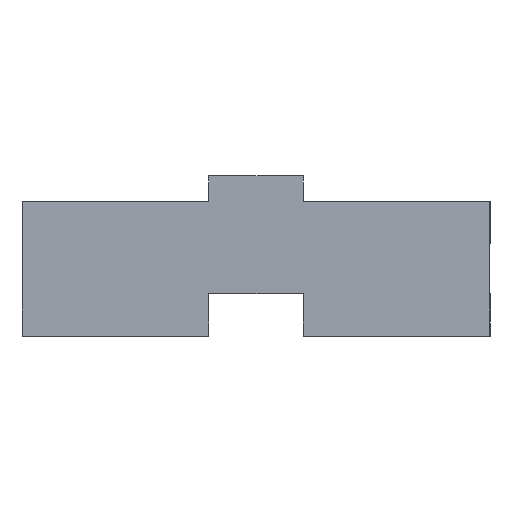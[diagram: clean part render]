
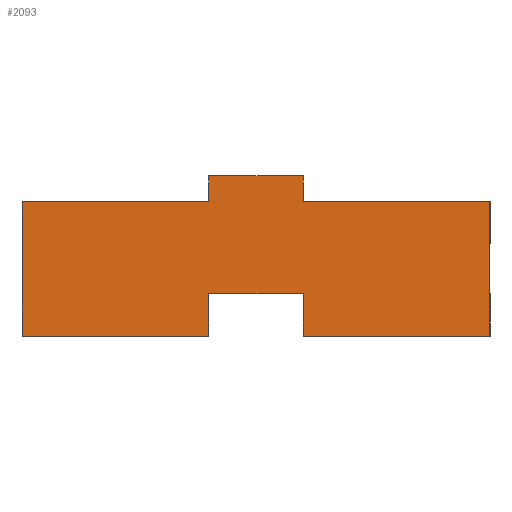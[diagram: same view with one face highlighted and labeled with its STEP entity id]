
A CAD part, front view. The second image highlights one B-rep face of the part: STEP entity #2093.
In plain terms, the highlighted planar face has unit normal (0, -1, 0).
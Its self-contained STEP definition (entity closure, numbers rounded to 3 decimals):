
#867=VERTEX_POINT('',#2562);
#887=EDGE_CURVE('',#999,#2465,#2582,.T.);
#907=EDGE_CURVE('',#1107,#999,#2607,.T.);
#939=EDGE_CURVE('',#1565,#867,#2645,.T.);
#999=VERTEX_POINT('',#2712);
#1029=EDGE_CURVE('',#2465,#1807,#2743,.T.);
#1107=VERTEX_POINT('',#2827);
#1141=EDGE_CURVE('',#1785,#2521,#2866,.T.);
#1395=EDGE_CURVE('',#867,#1795,#3166,.T.);
#1405=EDGE_CURVE('',#2521,#1565,#3177,.T.);
#1447=VERTEX_POINT('',#3222);
#1497=EDGE_CURVE('',#1695,#2379,#3276,.T.);
#1511=EDGE_CURVE('',#2379,#1107,#3291,.T.);
#1519=EDGE_CURVE('',#1447,#1785,#3300,.T.);
#1565=VERTEX_POINT('',#3350);
#1695=VERTEX_POINT('',#3494);
#1785=VERTEX_POINT('',#3591);
#1795=VERTEX_POINT('',#3601);
#1807=VERTEX_POINT('',#3615);
#2093=ADVANCED_FACE('',(#3942),#3943,.T.);
#2273=EDGE_CURVE('',#1807,#1447,#4144,.T.);
#2349=EDGE_CURVE('',#1795,#1695,#4228,.T.);
#2379=VERTEX_POINT('',#4262);
#2465=VERTEX_POINT('',#4354);
#2521=VERTEX_POINT('',#4415);
#2562=CARTESIAN_POINT('',(-34.75,-34.75,0.0));
#2582=LINE('',#4473,#4474);
#2607=LINE('',#4504,#4505);
#2645=LINE('',#4552,#4553);
#2712=CARTESIAN_POINT('',(7.,-34.75,20.0));
#2743=LINE('',#4681,#4682);
#2827=CARTESIAN_POINT('',(7.,-34.75,23.8));
#2866=LINE('',#4852,#4853);
#3166=LINE('',#5239,#5240);
#3177=LINE('',#5254,#5255);
#3222=CARTESIAN_POINT('',(7.,-34.75,0.0));
#3276=LINE('',#5389,#5390);
#3291=LINE('',#5413,#5414);
#3300=LINE('',#5424,#5425);
#3350=CARTESIAN_POINT('',(-7.,-34.75,0.0));
#3494=CARTESIAN_POINT('',(-7.,-34.75,20.0));
#3591=CARTESIAN_POINT('',(7.,-34.75,6.3));
#3601=CARTESIAN_POINT('',(-34.75,-34.75,20.0));
#3615=CARTESIAN_POINT('',(34.75,-34.75,0.0));
#3942=FACE_OUTER_BOUND('',#6260,.T.);
#3943=PLANE('',#6261);
#4144=LINE('',#6530,#6531);
#4228=LINE('',#6642,#6643);
#4262=CARTESIAN_POINT('',(-7.,-34.75,23.8));
#4354=CARTESIAN_POINT('',(34.75,-34.75,20.0));
#4415=CARTESIAN_POINT('',(-7.,-34.75,6.3));
#4473=CARTESIAN_POINT('',(34.75,-34.75,20.0));
#4474=VECTOR('',#6937,1.0);
#4504=CARTESIAN_POINT('',(7.,-34.75,20.0));
#4505=VECTOR('',#6990,1.0);
#4552=CARTESIAN_POINT('',(-34.75,-34.75,0.0));
#4553=VECTOR('',#7053,1.0);
#4681=CARTESIAN_POINT('',(34.75,-34.75,0.0));
#4682=VECTOR('',#7170,1.0);
#4852=CARTESIAN_POINT('',(-7.,-34.75,6.3));
#4853=VECTOR('',#7322,1.0);
#5239=CARTESIAN_POINT('',(-34.75,-34.75,20.0));
#5240=VECTOR('',#7799,1.0);
#5254=CARTESIAN_POINT('',(-7.,-34.75,0.0));
#5255=VECTOR('',#7814,1.0);
#5389=CARTESIAN_POINT('',(-7.,-34.75,23.8));
#5390=VECTOR('',#7908,1.0);
#5413=CARTESIAN_POINT('',(7.,-34.75,23.8));
#5414=VECTOR('',#7928,1.0);
#5424=CARTESIAN_POINT('',(7.,-34.75,6.3));
#5425=VECTOR('',#7937,1.0);
#6260=EDGE_LOOP('',(#8793,#8794,#8795,#8796,#8797,#8798,#8799,#8800,#8801,#8802,#8803,#8804));
#6261=AXIS2_PLACEMENT_3D('',#8805,#8806,#8807);
#6530=CARTESIAN_POINT('',(7.,-34.75,0.0));
#6531=VECTOR('',#9077,1.0);
#6642=CARTESIAN_POINT('',(-7.,-34.75,20.0));
#6643=VECTOR('',#9185,1.0);
#6937=DIRECTION('',(1.0,0.0,0.0));
#6990=DIRECTION('',(0.0,0.,-1.0));
#7053=DIRECTION('',(-1.0,0.0,0.0));
#7170=DIRECTION('',(0.0,0.,-1.0));
#7322=DIRECTION('',(-1.0,0.0,0.0));
#7799=DIRECTION('',(0.0,0.,1.0));
#7814=DIRECTION('',(0.0,0.,-1.0));
#7908=DIRECTION('',(0.0,0.,1.0));
#7928=DIRECTION('',(1.0,0.0,0.0));
#7937=DIRECTION('',(0.0,0.,1.0));
#8793=ORIENTED_EDGE('',*,*,#2273,.F.);
#8794=ORIENTED_EDGE('',*,*,#1029,.F.);
#8795=ORIENTED_EDGE('',*,*,#887,.F.);
#8796=ORIENTED_EDGE('',*,*,#907,.F.);
#8797=ORIENTED_EDGE('',*,*,#1511,.F.);
#8798=ORIENTED_EDGE('',*,*,#1497,.F.);
#8799=ORIENTED_EDGE('',*,*,#2349,.F.);
#8800=ORIENTED_EDGE('',*,*,#1395,.F.);
#8801=ORIENTED_EDGE('',*,*,#939,.F.);
#8802=ORIENTED_EDGE('',*,*,#1405,.F.);
#8803=ORIENTED_EDGE('',*,*,#1141,.F.);
#8804=ORIENTED_EDGE('',*,*,#1519,.F.);
#8805=CARTESIAN_POINT('',(0.,-34.75,10.731));
#8806=DIRECTION('',(0.0,-1.0,0.));
#8807=DIRECTION('',(1.0,0.0,0.0));
#9077=DIRECTION('',(-1.0,0.0,0.0));
#9185=DIRECTION('',(1.0,0.0,0.0));
